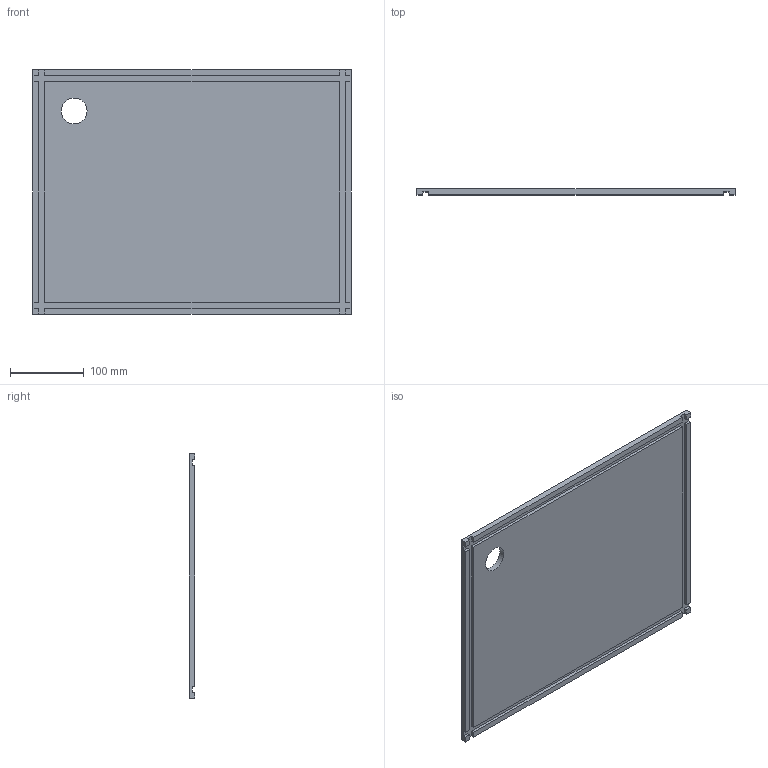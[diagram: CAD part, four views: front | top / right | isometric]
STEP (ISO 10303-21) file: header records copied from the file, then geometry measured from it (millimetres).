
FILE_DESCRIPTION(/* description */ (''),/* implementation_level */ '2;1');
FILE_NAME(/* name */ 'Phantom_Oberseite v6.step',/* time_stamp */ '2023-03-30T18:42:40+02:00',/* author */ (''),/* organization */ (''),/* preprocessor_version */ 'ST-DEVELOPER v19.2',/* originating_system */ 'Autodesk Translation Framework v11.17.0.187',/* authorisation */ '');
FILE_SCHEMA (('AUTOMOTIVE_DESIGN { 1 0 10303 214 3 1 1 }'));
Length unit declared in the file: millimetre
Products named in the file (1): Phantom_Oberseite
Bounding box: 432 x 8 x 332 mm (x, y, z)
Volume: 1091823.1 mm3; surface area: 309483.4 mm2
Topology: 1 solids, 1 shells, 40 faces, 111 edges, 74 vertices
Faces by surface type: plane 39, cylinder 1
Full cylindrical faces by diameter (mm): 35 x1
Entity records: 1294 total; most frequent: CARTESIAN_POINT 226, ORIENTED_EDGE 222, DIRECTION 195, EDGE_CURVE 111, LINE 109, VECTOR 109, VERTEX_POINT 74, EDGE_LOOP 43
